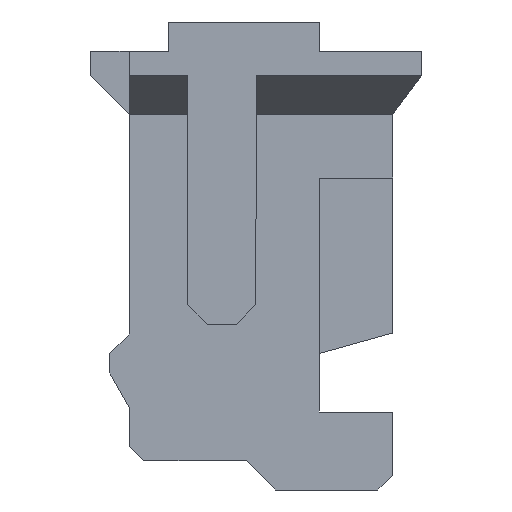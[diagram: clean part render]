
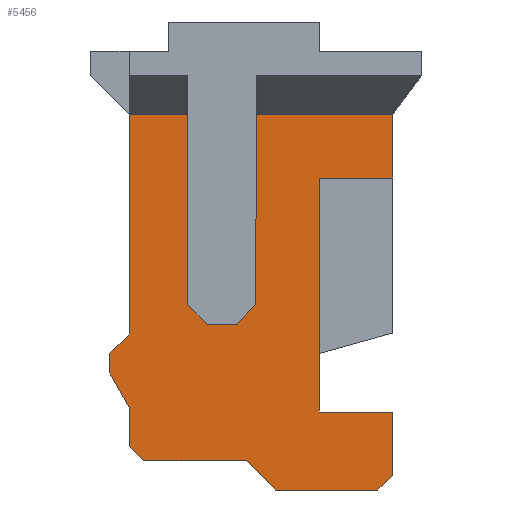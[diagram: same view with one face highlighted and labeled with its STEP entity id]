
A CAD part, left-side view. The second image highlights one B-rep face of the part: STEP entity #5456.
In plain terms, the highlighted planar face has unit normal (-1, 0, 0).
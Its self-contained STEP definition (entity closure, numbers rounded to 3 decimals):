
#653=ORIENTED_EDGE('',*,*,#2158,.T.);
#654=ORIENTED_EDGE('',*,*,#2159,.T.);
#655=ORIENTED_EDGE('',*,*,#1820,.T.);
#656=ORIENTED_EDGE('',*,*,#2160,.F.);
#657=ORIENTED_EDGE('',*,*,#2161,.T.);
#658=ORIENTED_EDGE('',*,*,#2162,.T.);
#659=ORIENTED_EDGE('',*,*,#1763,.T.);
#660=ORIENTED_EDGE('',*,*,#2163,.F.);
#661=ORIENTED_EDGE('',*,*,#2164,.F.);
#662=ORIENTED_EDGE('',*,*,#2165,.F.);
#663=ORIENTED_EDGE('',*,*,#2166,.F.);
#664=ORIENTED_EDGE('',*,*,#2167,.F.);
#665=ORIENTED_EDGE('',*,*,#2168,.F.);
#666=ORIENTED_EDGE('',*,*,#2169,.F.);
#667=ORIENTED_EDGE('',*,*,#1735,.T.);
#668=ORIENTED_EDGE('',*,*,#2170,.T.);
#669=ORIENTED_EDGE('',*,*,#2171,.T.);
#670=ORIENTED_EDGE('',*,*,#2172,.T.);
#671=ORIENTED_EDGE('',*,*,#1731,.T.);
#672=ORIENTED_EDGE('',*,*,#2173,.T.);
#673=ORIENTED_EDGE('',*,*,#2174,.F.);
#674=ORIENTED_EDGE('',*,*,#2175,.F.);
#1731=EDGE_CURVE('',#2523,#2522,#3028,.T.);
#1735=EDGE_CURVE('',#2527,#2526,#3032,.T.);
#1763=EDGE_CURVE('',#2549,#2518,#3059,.T.);
#1820=EDGE_CURVE('',#2599,#2600,#3116,.T.);
#2158=EDGE_CURVE('',#2857,#2858,#3446,.T.);
#2159=EDGE_CURVE('',#2858,#2599,#3447,.T.);
#2160=EDGE_CURVE('',#2859,#2600,#3448,.T.);
#2161=EDGE_CURVE('',#2859,#2860,#3449,.T.);
#2162=EDGE_CURVE('',#2860,#2549,#3450,.T.);
#2163=EDGE_CURVE('',#2861,#2518,#3451,.T.);
#2164=EDGE_CURVE('',#2862,#2861,#3452,.T.);
#2165=EDGE_CURVE('',#2863,#2862,#3453,.T.);
#2166=EDGE_CURVE('',#2864,#2863,#3454,.T.);
#2167=EDGE_CURVE('',#2865,#2864,#3455,.T.);
#2168=EDGE_CURVE('',#2866,#2865,#3456,.T.);
#2169=EDGE_CURVE('',#2527,#2866,#3457,.T.);
#2170=EDGE_CURVE('',#2526,#2867,#3458,.T.);
#2171=EDGE_CURVE('',#2867,#2868,#3459,.T.);
#2172=EDGE_CURVE('',#2868,#2523,#3460,.T.);
#2173=EDGE_CURVE('',#2522,#2869,#3461,.F.);
#2174=EDGE_CURVE('',#2870,#2869,#3462,.T.);
#2175=EDGE_CURVE('',#2857,#2870,#3463,.T.);
#2518=VERTEX_POINT('',#7513);
#2522=VERTEX_POINT('',#7522);
#2523=VERTEX_POINT('',#7524);
#2526=VERTEX_POINT('',#7530);
#2527=VERTEX_POINT('',#7532);
#2549=VERTEX_POINT('',#7584);
#2599=VERTEX_POINT('',#7697);
#2600=VERTEX_POINT('',#7698);
#2857=VERTEX_POINT('',#8364);
#2858=VERTEX_POINT('',#8365);
#2859=VERTEX_POINT('',#8368);
#2860=VERTEX_POINT('',#8370);
#2861=VERTEX_POINT('',#8373);
#2862=VERTEX_POINT('',#8375);
#2863=VERTEX_POINT('',#8377);
#2864=VERTEX_POINT('',#8379);
#2865=VERTEX_POINT('',#8381);
#2866=VERTEX_POINT('',#8383);
#2867=VERTEX_POINT('',#8386);
#2868=VERTEX_POINT('',#8388);
#2869=VERTEX_POINT('',#8391);
#2870=VERTEX_POINT('',#8393);
#3028=LINE('',#7523,#3807);
#3032=LINE('',#7531,#3811);
#3059=LINE('',#7583,#3838);
#3116=LINE('',#7696,#3895);
#3446=LINE('',#8363,#4225);
#3447=LINE('',#8366,#4226);
#3448=LINE('',#8367,#4227);
#3449=LINE('',#8369,#4228);
#3450=LINE('',#8371,#4229);
#3451=LINE('',#8372,#4230);
#3452=LINE('',#8374,#4231);
#3453=LINE('',#8376,#4232);
#3454=LINE('',#8378,#4233);
#3455=LINE('',#8380,#4234);
#3456=LINE('',#8382,#4235);
#3457=LINE('',#8384,#4236);
#3458=LINE('',#8385,#4237);
#3459=LINE('',#8387,#4238);
#3460=LINE('',#8389,#4239);
#3461=LINE('',#8390,#4240);
#3462=LINE('',#8392,#4241);
#3463=LINE('',#8394,#4242);
#3807=VECTOR('',#6070,1000.);
#3811=VECTOR('',#6074,1000.);
#3838=VECTOR('',#6107,1000.);
#3895=VECTOR('',#6176,1000.);
#4225=VECTOR('',#6664,1000.);
#4226=VECTOR('',#6665,1000.);
#4227=VECTOR('',#6666,1000.);
#4228=VECTOR('',#6667,1000.);
#4229=VECTOR('',#6668,1000.);
#4230=VECTOR('',#6669,1000.);
#4231=VECTOR('',#6670,1000.);
#4232=VECTOR('',#6671,1000.);
#4233=VECTOR('',#6672,1000.);
#4234=VECTOR('',#6673,1000.);
#4235=VECTOR('',#6674,1000.);
#4236=VECTOR('',#6675,1000.);
#4237=VECTOR('',#6676,1000.);
#4238=VECTOR('',#6677,1000.);
#4239=VECTOR('',#6678,1000.);
#4240=VECTOR('',#6679,1000.);
#4241=VECTOR('',#6680,1000.);
#4242=VECTOR('',#6681,1000.);
#4586=EDGE_LOOP('',(#653,#654,#655,#656,#657,#658,#659,#660,#661,#662,#663,
#664,#665,#666,#667,#668,#669,#670,#671,#672,#673,#674));
#4885=FACE_BOUND('',#4586,.T.);
#5184=PLANE('',#5761);
#5456=ADVANCED_FACE('',(#4885),#5184,.F.);
#5761=AXIS2_PLACEMENT_3D('',#8362,#6662,#6663);
#6070=DIRECTION('',(0.,0.,-1.));
#6074=DIRECTION('',(0.,0.,-1.));
#6107=DIRECTION('',(0.,0.,1.));
#6176=DIRECTION('',(0.,0.,1.));
#6662=DIRECTION('',(1.,0.,0.));
#6663=DIRECTION('',(0.,0.,-1.));
#6664=DIRECTION('',(0.,-1.,0.));
#6665=DIRECTION('',(0.,-0.707,0.707));
#6666=DIRECTION('',(0.,-1.,0.));
#6667=DIRECTION('',(0.,0.,1.));
#6668=DIRECTION('',(0.,-1.,0.));
#6669=DIRECTION('',(0.,-1.,0.));
#6670=DIRECTION('',(0.,0.,1.));
#6671=DIRECTION('',(0.,-0.707,0.707));
#6672=DIRECTION('',(0.,-1.,0.));
#6673=DIRECTION('',(0.,-0.707,-0.707));
#6674=DIRECTION('',(0.,0.,-1.));
#6675=DIRECTION('',(0.,-1.,0.));
#6676=DIRECTION('',(0.,0.707,-0.707));
#6677=DIRECTION('',(0.,0.,-1.));
#6678=DIRECTION('',(0.,-0.496,-0.868));
#6679=DIRECTION('',(0.,0.707,0.707));
#6680=DIRECTION('',(0.,1.,0.));
#6681=DIRECTION('',(0.,0.707,0.707));
#7513=CARTESIAN_POINT('',(-6.9,-1.2,1.45));
#7522=CARTESIAN_POINT('',(-6.9,1.5,-1.95));
#7523=CARTESIAN_POINT('',(-6.9,1.5,2.4));
#7524=CARTESIAN_POINT('',(-6.9,1.5,-1.55));
#7530=CARTESIAN_POINT('',(-6.9,1.5,-0.8));
#7531=CARTESIAN_POINT('',(-6.9,1.5,2.4));
#7532=CARTESIAN_POINT('',(-6.9,1.5,1.45));
#7583=CARTESIAN_POINT('',(-6.9,-1.2,-2.4));
#7584=CARTESIAN_POINT('',(-6.9,-1.2,0.8));
#7696=CARTESIAN_POINT('',(-6.9,-1.2,-2.4));
#7697=CARTESIAN_POINT('',(-6.9,-1.2,-2.25));
#7698=CARTESIAN_POINT('',(-6.9,-1.2,-1.6));
#8362=CARTESIAN_POINT('',(-6.9,14.571,-2.4));
#8363=CARTESIAN_POINT('',(-6.9,14.571,-2.4));
#8364=CARTESIAN_POINT('',(-6.9,0.,-2.4));
#8365=CARTESIAN_POINT('',(-6.9,-1.05,-2.4));
#8366=CARTESIAN_POINT('',(-6.9,-1.05,-2.4));
#8367=CARTESIAN_POINT('',(-6.9,-0.45,-1.6));
#8368=CARTESIAN_POINT('',(-6.9,-0.45,-1.6));
#8369=CARTESIAN_POINT('',(-6.9,-0.45,0.8));
#8370=CARTESIAN_POINT('',(-6.9,-0.45,0.8));
#8371=CARTESIAN_POINT('',(-6.9,-0.45,0.8));
#8372=CARTESIAN_POINT('',(-6.9,14.571,1.45));
#8373=CARTESIAN_POINT('',(-6.9,0.2,1.45));
#8374=CARTESIAN_POINT('',(-6.9,0.2,-2.4));
#8375=CARTESIAN_POINT('',(-6.9,0.2,-0.5));
#8376=CARTESIAN_POINT('',(-6.9,8.336,-8.636));
#8377=CARTESIAN_POINT('',(-6.9,0.4,-0.7));
#8378=CARTESIAN_POINT('',(-6.9,14.571,-0.7));
#8379=CARTESIAN_POINT('',(-6.9,0.7,-0.7));
#8380=CARTESIAN_POINT('',(-6.9,6.786,5.386));
#8381=CARTESIAN_POINT('',(-6.9,0.9,-0.5));
#8382=CARTESIAN_POINT('',(-6.9,0.9,-2.4));
#8383=CARTESIAN_POINT('',(-6.9,0.9,1.45));
#8384=CARTESIAN_POINT('',(-6.9,14.571,1.45));
#8385=CARTESIAN_POINT('',(-6.9,1.5,-0.8));
#8386=CARTESIAN_POINT('',(-6.9,1.7,-1.));
#8387=CARTESIAN_POINT('',(-6.9,1.7,-0.8));
#8388=CARTESIAN_POINT('',(-6.9,1.7,-1.2));
#8389=CARTESIAN_POINT('',(-6.9,1.5,-1.55));
#8390=CARTESIAN_POINT('',(-6.9,1.35,-2.1));
#8391=CARTESIAN_POINT('',(-6.9,1.35,-2.1));
#8392=CARTESIAN_POINT('',(-6.9,14.571,-2.1));
#8393=CARTESIAN_POINT('',(-6.9,0.3,-2.1));
#8394=CARTESIAN_POINT('',(-6.9,7.286,4.886));
